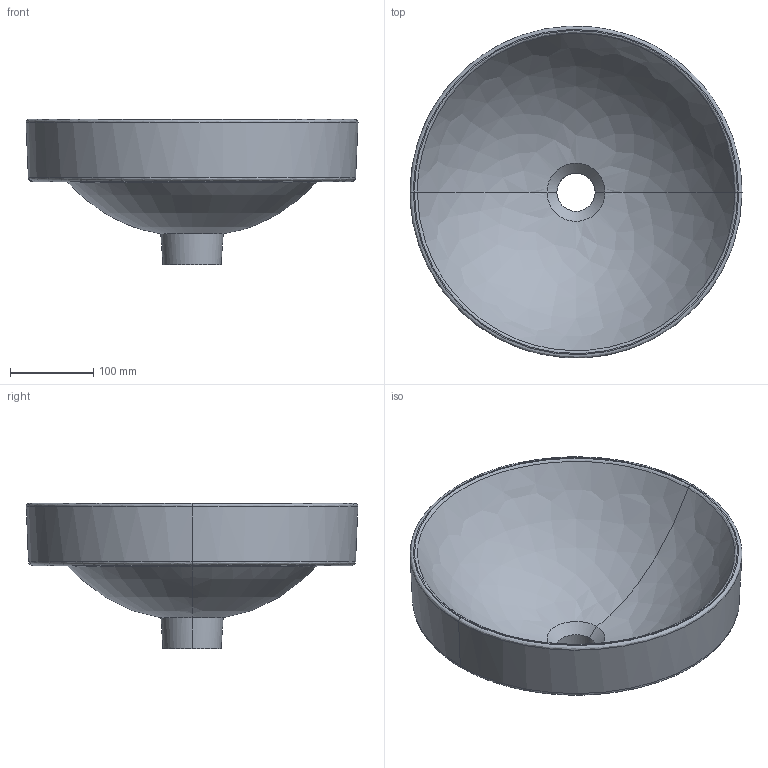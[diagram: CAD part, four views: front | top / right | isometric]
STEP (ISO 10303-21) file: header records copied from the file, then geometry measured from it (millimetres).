
FILE_DESCRIPTION(/* description */ (''),/* implementation_level */ '2;1');
FILE_NAME(/* name */ 'L580',/* time_stamp */ '2022-12-07T16:39:21+08:00',/* author */ (''),/* organization */ (''),/* preprocessor_version */ 'ST-DEVELOPER v15',/* originating_system */ '',/* authorisation */ '');
FILE_SCHEMA (('AUTOMOTIVE_DESIGN'));
Length unit declared in the file: millimetre
Products named in the file (1): Document
Bounding box: 400 x 399.48 x 175 mm (x, y, z)
Volume: 3424359.7 mm3; surface area: 413000.3 mm2
Topology: 1 solids, 1 shells, 36 faces, 76 edges, 46 vertices
Faces by surface type: bspline 30, plane 6
Entity records: 5319 total; most frequent: CARTESIAN_POINT 4857, ORIENTED_EDGE 152, EDGE_CURVE 76, VERTEX_POINT 46, EDGE_LOOP 42, ADVANCED_FACE 36, FACE_OUTER_BOUND 36, B_SPLINE_CURVE_WITH_KNOTS 17
